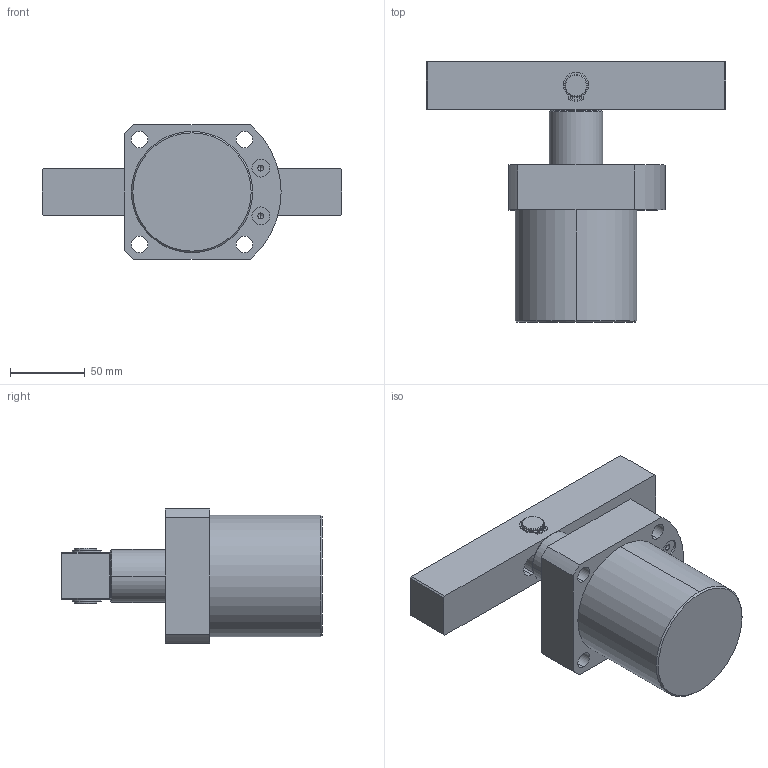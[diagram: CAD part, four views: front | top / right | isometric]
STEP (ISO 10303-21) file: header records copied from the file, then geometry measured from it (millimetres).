
FILE_DESCRIPTION (( 'STEP AP203' ), '1' );
FILE_NAME ('HSL-FAM63D.STEP', '2019-10-16T03:38:55', ( '微软用户' ), ( '微软中国' ), 'SwSTEP 2.0', 'SolidWorks 2012', '' );
FILE_SCHEMA (( 'CONFIG_CONTROL_DESIGN' ));
Length unit declared in the file: millimetre
Products named in the file (6): HSL-FAM63D; circlips for shaft--type a large gb_GB_CONNECTING_PIECE_RING_RRA 15; HSL-63DL-90-种; HSL-63DL-90-邧揤旋; HSL-63D活塞杆; HSL-FAM63-90-掛极陔
Assembly tree (6 placements, depth 2):
  HSL-FAM63D
    HSL-FAM63-90-掛极陔
    HSL-63D活塞杆
    HSL-63DL-90-邧揤旋
    HSL-63DL-90-种
    circlips for shaft--type a large gb_GB_CONNECTING_PIECE_RING_RRA 15  x2
Bounding box: 200 x 174 x 90 mm (x, y, z)
Volume: 764949.3 mm3; surface area: 123882.7 mm2
Topology: 6 solids, 6 shells, 165 faces, 392 edges, 252 vertices
Faces by surface type: cylinder 90, plane 50, cone 23, torus 2
Entity records: 4802 total; most frequent: DIRECTION 800, CARTESIAN_POINT 704, ORIENTED_EDGE 656, EDGE_CURVE 328, AXIS2_PLACEMENT_3D 324, VERTEX_POINT 212, EDGE_LOOP 180, CIRCLE 172
